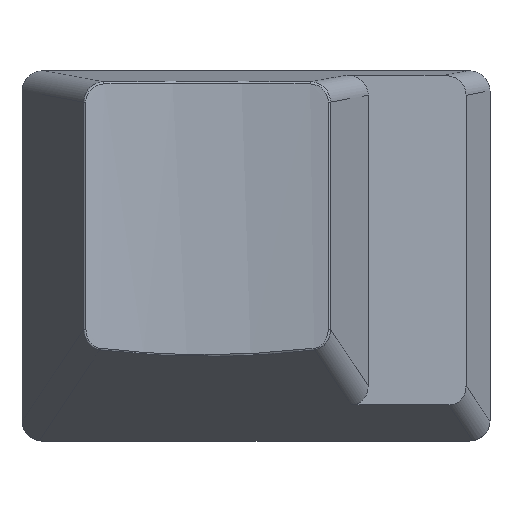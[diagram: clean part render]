
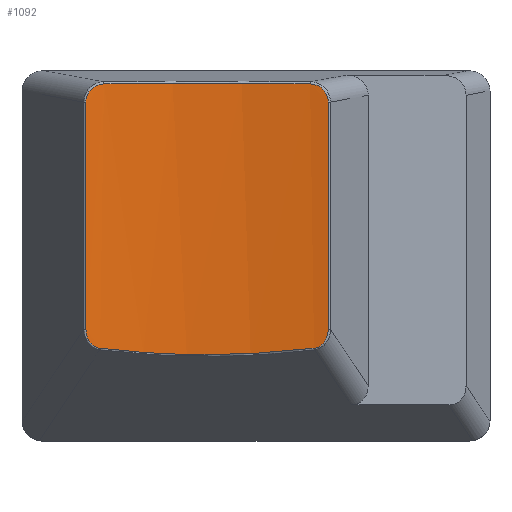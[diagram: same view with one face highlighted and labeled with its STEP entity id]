
A CAD part, top view. The second image highlights one B-rep face of the part: STEP entity #1092.
In plain terms, the highlighted cylindrical face has radius 29.991 mm (diameter 59.982 mm), a partial arc.
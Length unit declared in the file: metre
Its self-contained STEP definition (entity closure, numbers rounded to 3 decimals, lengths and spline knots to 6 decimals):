
#18=B_SPLINE_CURVE_WITH_KNOTS('',3,(#1636,#1637,#1638,#1639,#1640),
 .UNSPECIFIED.,.F.,.F.,(4,1,4),(0.,0.000631,0.001263),
 .UNSPECIFIED.);
#19=B_SPLINE_CURVE_WITH_KNOTS('',3,(#1645,#1646,#1647,#1648,#1649),
 .UNSPECIFIED.,.F.,.F.,(4,1,4),(0.,0.000693,0.001387),
 .UNSPECIFIED.);
#20=B_SPLINE_CURVE_WITH_KNOTS('',3,(#1653,#1654,#1655,#1656,#1657),
 .UNSPECIFIED.,.F.,.F.,(4,1,4),(0.,0.000693,0.001387),
 .UNSPECIFIED.);
#21=B_SPLINE_CURVE_WITH_KNOTS('',3,(#1661,#1662,#1663,#1664,#1665),
 .UNSPECIFIED.,.F.,.F.,(4,1,4),(0.,0.000632,0.001265),
 .UNSPECIFIED.);
#34=CYLINDRICAL_SURFACE('',#1178,0.029991);
#58=ELLIPSE('',#1179,0.030106,0.029991);
#59=ELLIPSE('',#1180,0.036652,0.029991);
#128=ORIENTED_EDGE('',*,*,#457,.T.);
#129=ORIENTED_EDGE('',*,*,#458,.T.);
#130=ORIENTED_EDGE('',*,*,#459,.T.);
#131=ORIENTED_EDGE('',*,*,#460,.T.);
#132=ORIENTED_EDGE('',*,*,#461,.T.);
#133=ORIENTED_EDGE('',*,*,#462,.T.);
#134=ORIENTED_EDGE('',*,*,#463,.T.);
#135=ORIENTED_EDGE('',*,*,#464,.T.);
#457=EDGE_CURVE('',#620,#621,#18,.T.);
#458=EDGE_CURVE('',#621,#622,#721,.T.);
#459=EDGE_CURVE('',#622,#623,#19,.T.);
#460=EDGE_CURVE('',#623,#624,#58,.F.);
#461=EDGE_CURVE('',#624,#625,#20,.T.);
#462=EDGE_CURVE('',#625,#626,#722,.F.);
#463=EDGE_CURVE('',#626,#627,#21,.T.);
#464=EDGE_CURVE('',#627,#620,#59,.F.);
#620=VERTEX_POINT('',#1641);
#621=VERTEX_POINT('',#1642);
#622=VERTEX_POINT('',#1644);
#623=VERTEX_POINT('',#1650);
#624=VERTEX_POINT('',#1652);
#625=VERTEX_POINT('',#1658);
#626=VERTEX_POINT('',#1660);
#627=VERTEX_POINT('',#1666);
#721=LINE('',#1643,#829);
#722=LINE('',#1659,#830);
#829=VECTOR('',#1317,1.);
#830=VECTOR('',#1320,1.);
#922=EDGE_LOOP('',(#128,#129,#130,#131,#132,#133,#134,#135));
#988=FACE_BOUND('',#922,.T.);
#1092=ADVANCED_FACE('',(#988),#34,.F.);
#1178=AXIS2_PLACEMENT_3D('',#1635,#1315,#1316);
#1179=AXIS2_PLACEMENT_3D('',#1651,#1318,#1319);
#1180=AXIS2_PLACEMENT_3D('',#1667,#1321,#1322);
#1315=DIRECTION('',(0.,1.,0.));
#1316=DIRECTION('',(0.,0.,1.));
#1317=DIRECTION('',(0.,1.,0.));
#1318=DIRECTION('',(0.,-0.996,-0.087));
#1319=DIRECTION('',(0.,0.087,-0.996));
#1320=DIRECTION('',(0.,1.,0.));
#1321=DIRECTION('',(0.,0.818,-0.575));
#1322=DIRECTION('',(0.,0.575,0.818));
#1635=CARTESIAN_POINT('',(0.03166,-0.009,0.036891));
#1636=CARTESIAN_POINT('',(0.036862,-0.004497,0.007355));
#1637=CARTESIAN_POINT('',(0.037071,-0.004471,0.007391));
#1638=CARTESIAN_POINT('',(0.037445,-0.004219,0.007462));
#1639=CARTESIAN_POINT('',(0.037552,-0.003787,0.007484));
#1640=CARTESIAN_POINT('',(0.037552,-0.003574,0.007484));
#1641=CARTESIAN_POINT('',(0.036862,-0.004497,0.007355));
#1642=CARTESIAN_POINT('',(0.037552,-0.003574,0.007484));
#1643=CARTESIAN_POINT('',(0.037552,-0.009,0.007484));
#1644=CARTESIAN_POINT('',(0.037552,0.007471,0.007484));
#1645=CARTESIAN_POINT('',(0.037552,0.007471,0.007484));
#1646=CARTESIAN_POINT('',(0.037552,0.007705,0.007484));
#1647=CARTESIAN_POINT('',(0.037359,0.008164,0.007445));
#1648=CARTESIAN_POINT('',(0.036905,0.008352,0.007361));
#1649=CARTESIAN_POINT('',(0.036674,0.008355,0.007322));
#1650=CARTESIAN_POINT('',(0.036674,0.008355,0.007322));
#1651=CARTESIAN_POINT('',(0.03166,0.00576,0.036891));
#1652=CARTESIAN_POINT('',(0.026645,0.008355,0.007322));
#1653=CARTESIAN_POINT('',(0.026645,0.008355,0.007322));
#1654=CARTESIAN_POINT('',(0.026414,0.008352,0.007361));
#1655=CARTESIAN_POINT('',(0.025961,0.008165,0.007445));
#1656=CARTESIAN_POINT('',(0.025768,0.007705,0.007484));
#1657=CARTESIAN_POINT('',(0.025768,0.007471,0.007484));
#1658=CARTESIAN_POINT('',(0.025768,0.007471,0.007484));
#1659=CARTESIAN_POINT('',(0.025768,-0.009,0.007484));
#1660=CARTESIAN_POINT('',(0.025768,-0.003574,0.007484));
#1661=CARTESIAN_POINT('',(0.025768,-0.003574,0.007484));
#1662=CARTESIAN_POINT('',(0.025768,-0.003787,0.007484));
#1663=CARTESIAN_POINT('',(0.025875,-0.004218,0.007462));
#1664=CARTESIAN_POINT('',(0.026247,-0.004471,0.007392));
#1665=CARTESIAN_POINT('',(0.026457,-0.004497,0.007355));
#1666=CARTESIAN_POINT('',(0.026457,-0.004497,0.007355));
#1667=CARTESIAN_POINT('',(0.03166,0.016253,0.036891));
